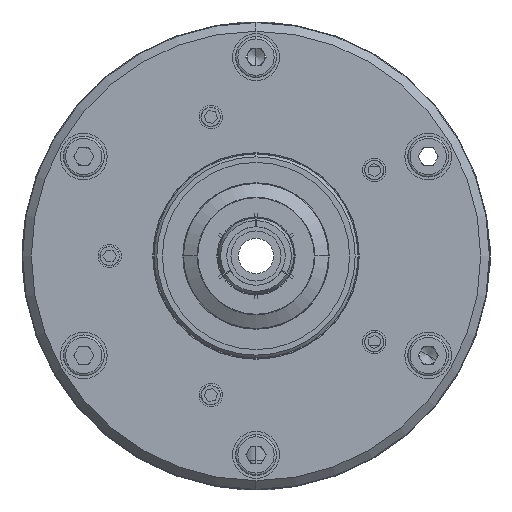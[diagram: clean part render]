
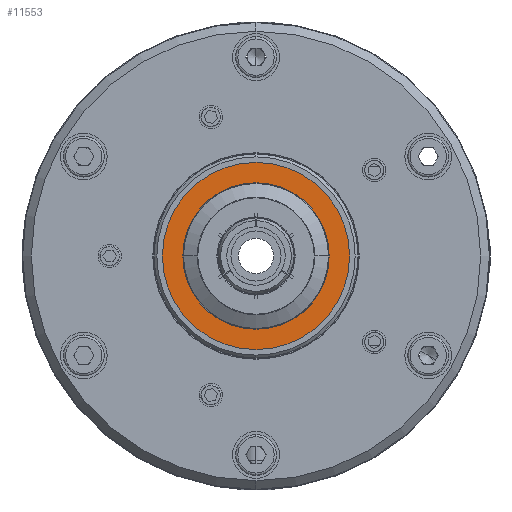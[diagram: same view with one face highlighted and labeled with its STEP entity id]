
A CAD part, left-side view. The second image highlights one B-rep face of the part: STEP entity #11553.
In plain terms, the highlighted planar face has unit normal (-1, 0, 0).
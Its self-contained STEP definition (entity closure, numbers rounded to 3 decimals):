
#92 = EDGE_CURVE ( 'NONE', #3106, #2715, #25265, .T. ) ;
#126 = EDGE_CURVE ( 'NONE', #2312, #15371, #24889, .T. ) ;
#134 = EDGE_CURVE ( 'NONE', #15477, #2182, #24841, .T. ) ;
#147 = EDGE_CURVE ( 'NONE', #2732, #3122, #24422, .T. ) ;
#165 = EDGE_CURVE ( 'NONE', #3106, #2566, #24659, .T. ) ;
#599 = EDGE_CURVE ( 'NONE', #2106, #3118, #4442, .T. ) ;
#634 = EDGE_CURVE ( 'NONE', #15058, #15371, #3640, .T. ) ;
#656 = EDGE_CURVE ( 'NONE', #2732, #2662, #4469, .T. ) ;
#665 = EDGE_CURVE ( 'NONE', #2566, #2835, #3479, .T. ) ;
#994 = AXIS2_PLACEMENT_3D ( 'NONE', #23436, #23438, #23439 ) ;
#1002 = EDGE_CURVE ( 'NONE', #15477, #2715, #4156, .T. ) ;
#1004 = EDGE_CURVE ( 'NONE', #15058, #2835, #4412, .T. ) ;
#1151 = AXIS2_PLACEMENT_3D ( 'NONE', #8050, #8047, #8019 ) ;
#1300 = EDGE_CURVE ( 'NONE', #3118, #2106, #3608, .T. ) ;
#1303 = EDGE_CURVE ( 'NONE', #2312, #3122, #3490, .T. ) ;
#1321 = EDGE_CURVE ( 'NONE', #3103, #2182, #3535, .T. ) ;
#1336 = EDGE_CURVE ( 'NONE', #3103, #2662, #3205, .T. ) ;
#1488 = AXIS2_PLACEMENT_3D ( 'NONE', #20033, #20032, #20039 ) ;
#1533 = AXIS2_PLACEMENT_3D ( 'NONE', #8651, #8653, #8655 ) ;
#1545 = AXIS2_PLACEMENT_3D ( 'NONE', #8846, #8257, #8075 ) ;
#1588 = AXIS2_PLACEMENT_3D ( 'NONE', #8955, #8937, #8936 ) ;
#1642 = AXIS2_PLACEMENT_3D ( 'NONE', #20117, #20118, #20120 ) ;
#1663 = AXIS2_PLACEMENT_3D ( 'NONE', #20141, #20030, #20028 ) ;
#1895 = AXIS2_PLACEMENT_3D ( 'NONE', #14255, #14256, #14257 ) ;
#2106 = VERTEX_POINT ( 'NONE', #19894 ) ;
#2182 = VERTEX_POINT ( 'NONE', #20175 ) ;
#2312 = VERTEX_POINT ( 'NONE', #20076 ) ;
#2566 = VERTEX_POINT ( 'NONE', #12201 ) ;
#2662 = VERTEX_POINT ( 'NONE', #12244 ) ;
#2715 = VERTEX_POINT ( 'NONE', #11652 ) ;
#2732 = VERTEX_POINT ( 'NONE', #12043 ) ;
#2835 = VERTEX_POINT ( 'NONE', #12259 ) ;
#3103 = VERTEX_POINT ( 'NONE', #11911 ) ;
#3106 = VERTEX_POINT ( 'NONE', #11908 ) ;
#3118 = VERTEX_POINT ( 'NONE', #11895 ) ;
#3122 = VERTEX_POINT ( 'NONE', #11891 ) ;
#3205 = LINE ( 'NONE', #19467, #4245 ) ;
#3479 = CIRCLE ( 'NONE', #1151, 11.75 ) ;
#3490 = CIRCLE ( 'NONE', #1663, 11.75 ) ;
#3535 = CIRCLE ( 'NONE', #1488, 11.75 ) ;
#3608 = CIRCLE ( 'NONE', #1642, 16. ) ;
#3640 = CIRCLE ( 'NONE', #1588, 11.75 ) ;
#3996 = VECTOR ( 'NONE', #23444, 1000. ) ;
#4156 = CIRCLE ( 'NONE', #994, 11.75 ) ;
#4245 = VECTOR ( 'NONE', #19451, 1000. ) ;
#4412 = LINE ( 'NONE', #23441, #3996 ) ;
#4442 = CIRCLE ( 'NONE', #1545, 16. ) ;
#4469 = CIRCLE ( 'NONE', #1533, 11.75 ) ;
#5604 = DIRECTION ( 'NONE',  ( 0., 1., 0. ) ) ;
#5606 = DIRECTION ( 'NONE',  ( 1., 0., 0. ) ) ;
#5629 = PLANE ( 'NONE',  #8121 ) ;
#5829 = CARTESIAN_POINT ( 'NONE',  ( -20., 16., 0. ) ) ;
#5899 = CARTESIAN_POINT ( 'NONE',  ( -20., -5.274, -10.5 ) ) ;
#6061 = CARTESIAN_POINT ( 'NONE',  ( -20., -6.456, 9.817 ) ) ;
#6178 = CARTESIAN_POINT ( 'NONE',  ( -20., -5.274, 10.5 ) ) ;
#8019 = DIRECTION ( 'NONE',  ( 0., 1., 0. ) ) ;
#8047 = DIRECTION ( 'NONE',  ( -1., 0., 0. ) ) ;
#8050 = CARTESIAN_POINT ( 'NONE',  ( -20., 0., 0. ) ) ;
#8075 = DIRECTION ( 'NONE',  ( 0., -1., 0. ) ) ;
#8121 = AXIS2_PLACEMENT_3D ( 'NONE', #5829, #5606, #5604 ) ;
#8257 = DIRECTION ( 'NONE',  ( -1., 0., 0. ) ) ;
#8651 = CARTESIAN_POINT ( 'NONE',  ( -20., 0., 0. ) ) ;
#8653 = DIRECTION ( 'NONE',  ( -1., 0., 0. ) ) ;
#8655 = DIRECTION ( 'NONE',  ( 0., 1., 0. ) ) ;
#8846 = CARTESIAN_POINT ( 'NONE',  ( -20., 0., 0. ) ) ;
#8936 = DIRECTION ( 'NONE',  ( 0., 1., 0. ) ) ;
#8937 = DIRECTION ( 'NONE',  ( -1., 0., 0. ) ) ;
#8955 = CARTESIAN_POINT ( 'NONE',  ( -20., 0., 0. ) ) ;
#9586 = FACE_OUTER_BOUND ( 'NONE', #12985, .T. ) ;
#10346 = FACE_BOUND ( 'NONE', #12800, .T. ) ;
#11139 = DIRECTION ( 'NONE',  ( 0., 0.5, -0.866 ) ) ;
#11519 = CARTESIAN_POINT ( 'NONE',  ( -20., -11.73, -0.683 ) ) ;
#11553 = ADVANCED_FACE ( 'NONE', ( #10346, #9586 ), #5629, .F. ) ;
#11652 = CARTESIAN_POINT ( 'NONE',  ( -20., -6.456, -9.817 ) ) ;
#11891 = CARTESIAN_POINT ( 'NONE',  ( -20., 6.456, 9.817 ) ) ;
#11895 = CARTESIAN_POINT ( 'NONE',  ( -20., 16., 0. ) ) ;
#11908 = CARTESIAN_POINT ( 'NONE',  ( -20., -11.73, -0.683 ) ) ;
#11911 = CARTESIAN_POINT ( 'NONE',  ( -20., 6.456, -9.817 ) ) ;
#12043 = CARTESIAN_POINT ( 'NONE',  ( -20., 11.73, 0.683 ) ) ;
#12201 = CARTESIAN_POINT ( 'NONE',  ( -20., -11.75, 0. ) ) ;
#12244 = CARTESIAN_POINT ( 'NONE',  ( -20., 11.73, -0.683 ) ) ;
#12259 = CARTESIAN_POINT ( 'NONE',  ( -20., -11.73, 0.683 ) ) ;
#12800 = EDGE_LOOP ( 'NONE', ( #16050, #16125, #16174, #16100, #16245, #16115, #16102, #16133, #17023, #16997, #16131, #17068, #16979 ) ) ;
#12985 = EDGE_LOOP ( 'NONE', ( #16982, #16871 ) ) ;
#13998 = DIRECTION ( 'NONE',  ( 0., 1., 0. ) ) ;
#14023 = CARTESIAN_POINT ( 'NONE',  ( -20., 5.274, -10.5 ) ) ;
#14109 = DIRECTION ( 'NONE',  ( 0., -0.5, 0.866 ) ) ;
#14139 = CARTESIAN_POINT ( 'NONE',  ( -20., 6.456, 9.817 ) ) ;
#14148 = CARTESIAN_POINT ( 'NONE',  ( -20., 5.274, 10.5 ) ) ;
#14150 = DIRECTION ( 'NONE',  ( 0., -1., 0. ) ) ;
#14255 = CARTESIAN_POINT ( 'NONE',  ( -20., 0., 0. ) ) ;
#14256 = DIRECTION ( 'NONE',  ( -1., 0., 0. ) ) ;
#14257 = DIRECTION ( 'NONE',  ( 0., 1., 0. ) ) ;
#15058 = VERTEX_POINT ( 'NONE', #6061 ) ;
#15371 = VERTEX_POINT ( 'NONE', #6178 ) ;
#15477 = VERTEX_POINT ( 'NONE', #5899 ) ;
#16050 = ORIENTED_EDGE ( 'NONE', *, *, #126, .T. ) ;
#16100 = ORIENTED_EDGE ( 'NONE', *, *, #665, .F. ) ;
#16102 = ORIENTED_EDGE ( 'NONE', *, *, #1002, .F. ) ;
#16115 = ORIENTED_EDGE ( 'NONE', *, *, #92, .T. ) ;
#16125 = ORIENTED_EDGE ( 'NONE', *, *, #634, .F. ) ;
#16131 = ORIENTED_EDGE ( 'NONE', *, *, #656, .F. ) ;
#16133 = ORIENTED_EDGE ( 'NONE', *, *, #134, .T. ) ;
#16174 = ORIENTED_EDGE ( 'NONE', *, *, #1004, .T. ) ;
#16245 = ORIENTED_EDGE ( 'NONE', *, *, #165, .F. ) ;
#16871 = ORIENTED_EDGE ( 'NONE', *, *, #1300, .T. ) ;
#16979 = ORIENTED_EDGE ( 'NONE', *, *, #1303, .F. ) ;
#16982 = ORIENTED_EDGE ( 'NONE', *, *, #599, .T. ) ;
#16997 = ORIENTED_EDGE ( 'NONE', *, *, #1336, .T. ) ;
#17023 = ORIENTED_EDGE ( 'NONE', *, *, #1321, .F. ) ;
#17068 = ORIENTED_EDGE ( 'NONE', *, *, #147, .T. ) ;
#19451 = DIRECTION ( 'NONE',  ( 0., 0.5, 0.866 ) ) ;
#19467 = CARTESIAN_POINT ( 'NONE',  ( -20., 11.73, -0.683 ) ) ;
#19894 = CARTESIAN_POINT ( 'NONE',  ( -20., -16., 0. ) ) ;
#20028 = DIRECTION ( 'NONE',  ( 0., 1., 0. ) ) ;
#20030 = DIRECTION ( 'NONE',  ( -1., 0., 0. ) ) ;
#20032 = DIRECTION ( 'NONE',  ( -1., 0., 0. ) ) ;
#20033 = CARTESIAN_POINT ( 'NONE',  ( -20., 0., 0. ) ) ;
#20039 = DIRECTION ( 'NONE',  ( 0., 1., 0. ) ) ;
#20076 = CARTESIAN_POINT ( 'NONE',  ( -20., 5.274, 10.5 ) ) ;
#20117 = CARTESIAN_POINT ( 'NONE',  ( -20., 0., 0. ) ) ;
#20118 = DIRECTION ( 'NONE',  ( -1., 0., 0. ) ) ;
#20120 = DIRECTION ( 'NONE',  ( 0., -1., 0. ) ) ;
#20141 = CARTESIAN_POINT ( 'NONE',  ( -20., 0., 0. ) ) ;
#20175 = CARTESIAN_POINT ( 'NONE',  ( -20., 5.274, -10.5 ) ) ;
#23436 = CARTESIAN_POINT ( 'NONE',  ( -20., 0., 0. ) ) ;
#23438 = DIRECTION ( 'NONE',  ( -1., 0., 0. ) ) ;
#23439 = DIRECTION ( 'NONE',  ( 0., 1., 0. ) ) ;
#23441 = CARTESIAN_POINT ( 'NONE',  ( -20., -6.456, 9.817 ) ) ;
#23444 = DIRECTION ( 'NONE',  ( 0., -0.5, -0.866 ) ) ;
#24281 = VECTOR ( 'NONE', #14150, 1000. ) ;
#24422 = LINE ( 'NONE', #14139, #25019 ) ;
#24659 = CIRCLE ( 'NONE', #1895, 11.75 ) ;
#24719 = VECTOR ( 'NONE', #13998, 1000. ) ;
#24841 = LINE ( 'NONE', #14023, #24719 ) ;
#24889 = LINE ( 'NONE', #14148, #24281 ) ;
#25019 = VECTOR ( 'NONE', #14109, 1000. ) ;
#25235 = VECTOR ( 'NONE', #11139, 1000. ) ;
#25265 = LINE ( 'NONE', #11519, #25235 ) ;
